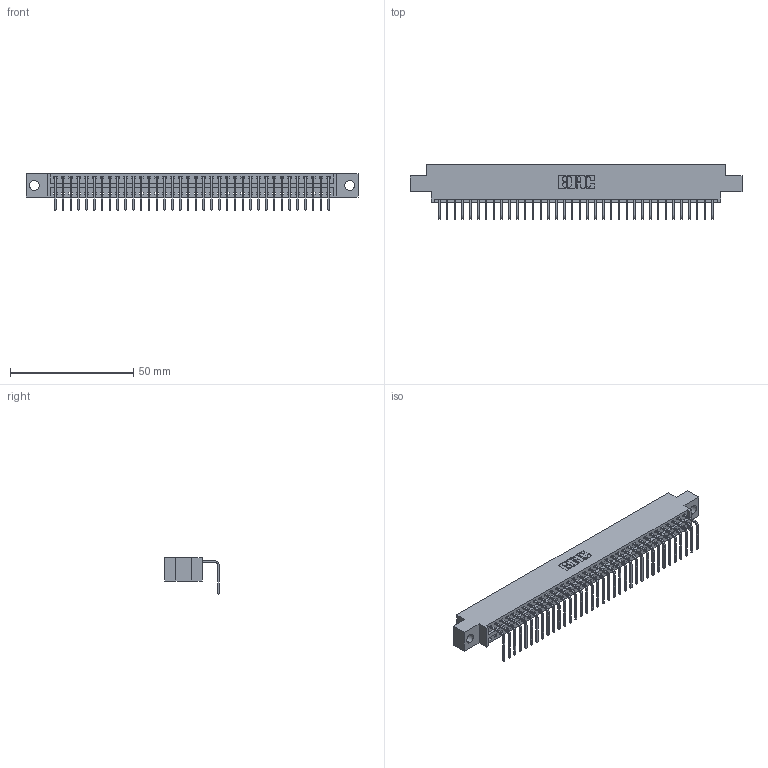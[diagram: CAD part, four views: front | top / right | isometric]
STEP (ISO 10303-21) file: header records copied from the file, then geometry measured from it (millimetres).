
FILE_DESCRIPTION (( 'STEP AP203' ), '1' );
FILE_NAME ('346-036-558-604.STEP', '2022-05-07T01:36:10', ( '' ), ( '' ), 'SwSTEP 2.0', 'SolidWorks 2020', '' );
FILE_SCHEMA (( 'CONFIG_CONTROL_DESIGN' ));
Length unit declared in the file: inch
Products named in the file (3): 346 Part_0.170 Offset - 0.156 Dia-TH; 345-292-001_558 Tail - 2; 346-036-558-604
Assembly tree (37 placements, depth 2):
  346-036-558-604
    346 Part_0.170 Offset - 0.156 Dia-TH
    345-292-001_558 Tail - 2  x36
Bounding box: 134.87 x 22.16 x 14.73 mm (x, y, z)
Volume: 12728.5 mm3; surface area: 16557.4 mm2
Topology: 37 solids, 37 shells, 2300 faces, 6929 edges, 4570 vertices
Faces by surface type: plane 1606, cylinder 694
Entity records: 23785 total; most frequent: CARTESIAN_POINT 4090, ORIENTED_EDGE 4058, DIRECTION 3613, EDGE_CURVE 2029, VECTOR 1753, LINE 1753, VERTEX_POINT 1350, AXIS2_PLACEMENT_3D 930
